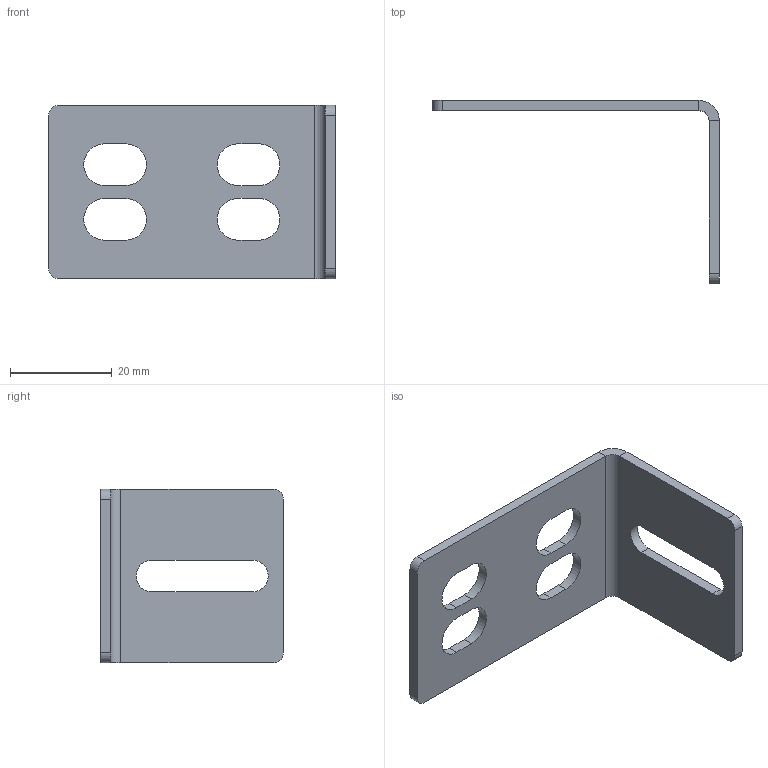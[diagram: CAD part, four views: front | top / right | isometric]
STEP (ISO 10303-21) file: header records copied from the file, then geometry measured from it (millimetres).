
FILE_DESCRIPTION (( 'STEP AP214' ), '1' );
FILE_NAME ('Ñáîðêà2.STEP', '2024-06-26T12:56:38', ( '' ), ( '' ), 'SwSTEP 2.0', 'SolidWorks 2022', '' );
FILE_SCHEMA (( 'AUTOMOTIVE_DESIGN' ));
Length unit declared in the file: millimetre
Products named in the file (2): Сборка2; A636 Крепление для кабель-канала B486 SNSS.00.071_1
Assembly tree (1 placements, depth 2):
  Сборка2
    A636 Крепление для кабель-канала B486 SNSS.00.071_1
Bounding box: 56.4 x 36 x 34.15 mm (x, y, z)
Volume: 5078.9 mm3; surface area: 5955.7 mm2
Topology: 1 solids, 1 shells, 43 faces, 115 edges, 74 vertices
Faces by surface type: plane 22, cylinder 21
Entity records: 1433 total; most frequent: DIRECTION 251, CARTESIAN_POINT 236, ORIENTED_EDGE 230, EDGE_CURVE 115, AXIS2_PLACEMENT_3D 89, VERTEX_POINT 74, LINE 73, VECTOR 73
